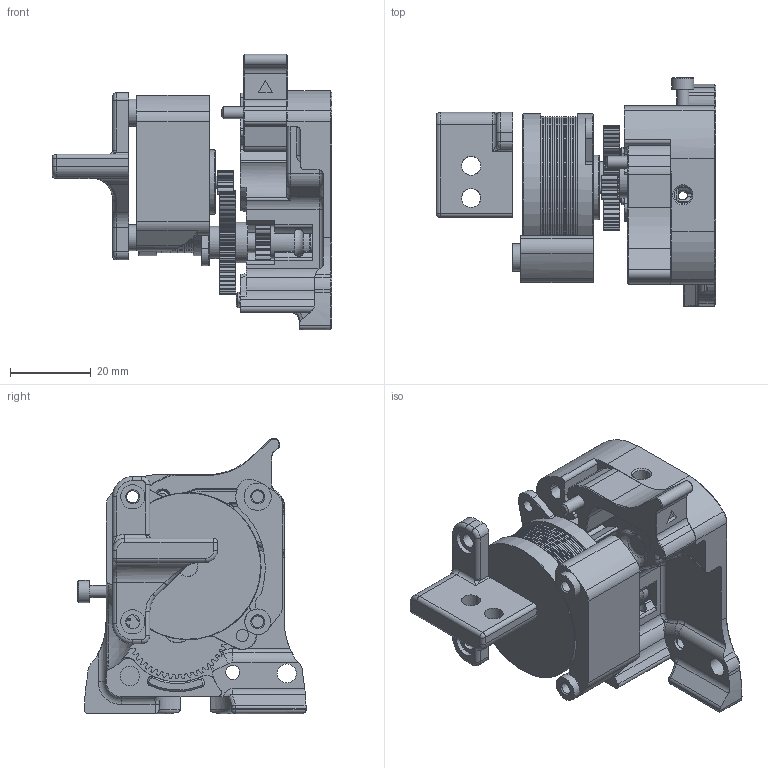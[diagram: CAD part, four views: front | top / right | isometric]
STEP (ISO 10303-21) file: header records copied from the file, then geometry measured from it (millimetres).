
FILE_DESCRIPTION(/* description */ (''),/* implementation_level */ '2;1');
FILE_NAME(/* name */ 'euler_extruder.step',/* time_stamp */ '2021-07-19T12:13:58+02:00',/* author */ (''),/* organization */ (''),/* preprocessor_version */ 'ST-DEVELOPER v18.1',/* originating_system */ 'Autodesk Translation Framework v10.9.0.1377',/* authorisation */ '');
FILE_SCHEMA (('AUTOMOTIVE_DESIGN { 1 0 10303 214 3 1 1 }'));
Length unit declared in the file: millimetre
Products named in the file (14): Euler Extruder; VORON Clockwork^X Carriage; BMG Drive Mechanism^VORON Clockwork_X Carriage; Driveshaft Assembly^BMG Drive Mechanism_VORON Clockwork_X Carriage; Shaft-assembly^Driveshaft Assembly_BMG Drive Mechanism_VORON Clockwor
k_X Carriage; Direct_Drivegear^Driveshaft Assembly_BMG Drive Mechanism_VORON Clockw
ork_X Carriage; MR825 Ballbearing 5x8x2^Driveshaft Assembly_BMG Drive Mechanism_VORON
 Clockwork_X Carriage; Chain Anchor - IGUS^VORON Clockwork_X Carriage; M3x8 SHCS (1)^VORON Clockwork_X Carriage; Motor Plate Nema14 (1); NEMA14_10t (2); M3x20 SHCS (1) (1)^VORON Clockwork_X Carriage (1); Main Body^VORON Clockwork_X Carriage (1); Latch^VORON Clockwork_X Carriage (1)
Assembly tree (14 placements, depth 5):
  Euler Extruder
    VORON Clockwork^X Carriage
      BMG Drive Mechanism^VORON Clockwork_X Carriage
        Driveshaft Assembly^BMG Drive Mechanism_VORON Clockwork_X Carriage
          Shaft-assembly^Driveshaft Assembly_BMG Drive Mechanism_VORON Clockwor
k_X Carriage
          MR825 Ballbearing 5x8x2^Driveshaft Assembly_BMG Drive Mechanism_VORON
 Clockwork_X Carriage  x2
          Direct_Drivegear^Driveshaft Assembly_BMG Drive Mechanism_VORON Clockw
ork_X Carriage
      Chain Anchor - IGUS^VORON Clockwork_X Carriage
      M3x8 SHCS (1)^VORON Clockwork_X Carriage
      Motor Plate Nema14 (1)
      NEMA14_10t (2)
    M3x20 SHCS (1) (1)^VORON Clockwork_X Carriage (1)
    Main Body^VORON Clockwork_X Carriage (1)
    Latch^VORON Clockwork_X Carriage (1)
Bounding box: 69.4 x 56.61 x 68.3 mm (x, y, z)
Volume: 60960.7 mm3; surface area: 27065.5 mm2
Topology: 12 solids, 12 shells, 1264 faces, 3292 edges, 2094 vertices
Faces by surface type: cylinder 632, plane 325, cone 223, bspline 48, torus 29, sphere 7
Full cylindrical faces by diameter (mm): 2 x1, 2.4 x2, 2.5 x1, 2.9 x2, 3 x5, 3.3 x1, 3.5 x4, 4.2 x1, 4.4 x1, 4.7 x7, 4.8 x1, 5 x5, 5.05 x1, 5.5 x2, 6 x4, 6.366 x1, 6.5 x1, 6.739 x1, 7.3 x1, 8 x4, 8.2 x1, 10 x1, 16 x1, 35 x16, 36.5 x2
Entity records: 42929 total; most frequent: CARTESIAN_POINT 10592, DIRECTION 7142, ORIENTED_EDGE 6550, EDGE_CURVE 3275, AXIS2_PLACEMENT_3D 2870, VERTEX_POINT 2084, CIRCLE 1612, LINE 1402
